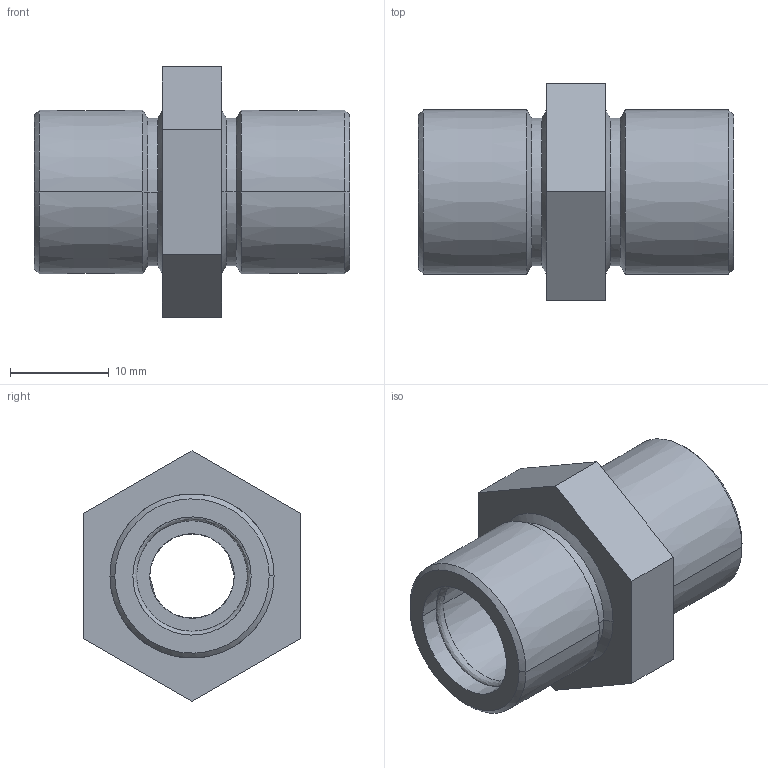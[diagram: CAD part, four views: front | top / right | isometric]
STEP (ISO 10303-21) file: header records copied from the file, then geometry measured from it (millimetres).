
FILE_DESCRIPTION (( 'STEP AP214' ), '1' );
FILE_NAME ('TUR-KN-HT15F.STEP', '2016-08-22T14:06:42', ( '' ), ( '' ), 'SwSTEP 2.0', 'SolidWorks 2016', '' );
FILE_SCHEMA (( 'AUTOMOTIVE_DESIGN' ));
Length unit declared in the file: millimetre
Products named in the file (1): TUR-KN-HT15F
Bounding box: 32 x 22 x 25.4 mm (x, y, z)
Volume: 5486.8 mm3; surface area: 3620.3 mm2
Topology: 1 solids, 1 shells, 40 faces, 85 edges, 52 vertices
Faces by surface type: bspline 27, plane 13
Entity records: 3073 total; most frequent: CARTESIAN_POINT 2346, ORIENTED_EDGE 168, EDGE_CURVE 84, DIRECTION 72, VERTEX_POINT 52, EDGE_LOOP 48, VECTOR 44, LINE 44
